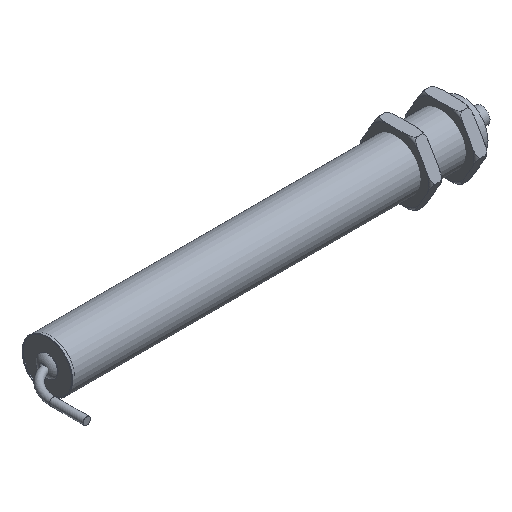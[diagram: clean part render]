
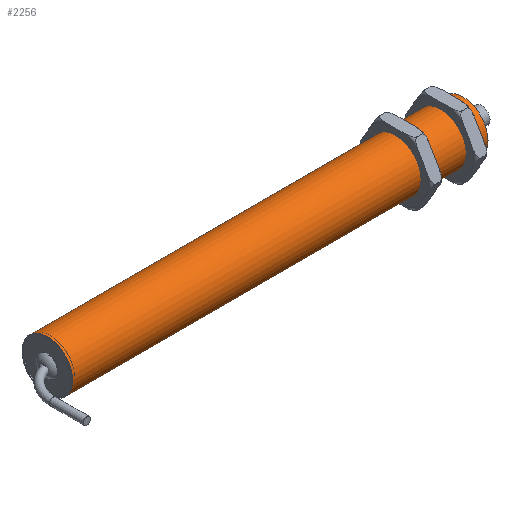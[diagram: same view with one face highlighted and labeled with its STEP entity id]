
A CAD part, isometric view. The second image highlights one B-rep face of the part: STEP entity #2256.
In plain terms, the highlighted cylindrical face has radius 9.525 mm (diameter 19.05 mm), a full revolution.
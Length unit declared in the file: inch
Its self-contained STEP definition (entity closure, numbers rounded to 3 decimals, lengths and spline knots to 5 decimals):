
#16 = DIRECTION ( 'NONE',  ( -1., 0., 0. ) ) ;
#266 = ORIENTED_EDGE ( 'NONE', *, *, #1953, .T. ) ;
#443 = CIRCLE ( 'NONE', #630, 0.375 ) ;
#545 = DIRECTION ( 'NONE',  ( 0., 0., 1. ) ) ;
#630 = AXIS2_PLACEMENT_3D ( 'NONE', #2217, #3404, #660 ) ;
#660 = DIRECTION ( 'NONE',  ( 0., 0., 1. ) ) ;
#889 = CARTESIAN_POINT ( 'NONE',  ( 6.16, 0., 0. ) ) ;
#982 = VERTEX_POINT ( 'NONE', #3445 ) ;
#1614 = EDGE_CURVE ( 'NONE', #1949, #1949, #443, .T. ) ;
#1819 = FACE_OUTER_BOUND ( 'NONE', #2392, .T. ) ;
#1949 = VERTEX_POINT ( 'NONE', #2492 ) ;
#1953 = EDGE_CURVE ( 'NONE', #982, #982, #2281, .T. ) ;
#2217 = CARTESIAN_POINT ( 'NONE',  ( 6.16, 0., 0. ) ) ;
#2256 = ADVANCED_FACE ( 'NONE', ( #1819, #2410 ), #3591, .T. ) ;
#2281 = CIRCLE ( 'NONE', #3891, 0.375 ) ;
#2392 = EDGE_LOOP ( 'NONE', ( #3099 ) ) ;
#2410 = FACE_OUTER_BOUND ( 'NONE', #2481, .T. ) ;
#2481 = EDGE_LOOP ( 'NONE', ( #266 ) ) ;
#2492 = CARTESIAN_POINT ( 'NONE',  ( 6.16, 0., 0.375 ) ) ;
#3006 = DIRECTION ( 'NONE',  ( 0., 0., 1. ) ) ;
#3099 = ORIENTED_EDGE ( 'NONE', *, *, #1614, .T. ) ;
#3306 = CARTESIAN_POINT ( 'NONE',  ( 0., 0., 0. ) ) ;
#3404 = DIRECTION ( 'NONE',  ( -1., 0., 0. ) ) ;
#3439 = AXIS2_PLACEMENT_3D ( 'NONE', #889, #16, #3006 ) ;
#3445 = CARTESIAN_POINT ( 'NONE',  ( 0., 0., 0.375 ) ) ;
#3591 = CYLINDRICAL_SURFACE ( 'NONE', #3439, 0.375 ) ;
#3891 = AXIS2_PLACEMENT_3D ( 'NONE', #3306, #3895, #545 ) ;
#3895 = DIRECTION ( 'NONE',  ( 1., 0., 0. ) ) ;
